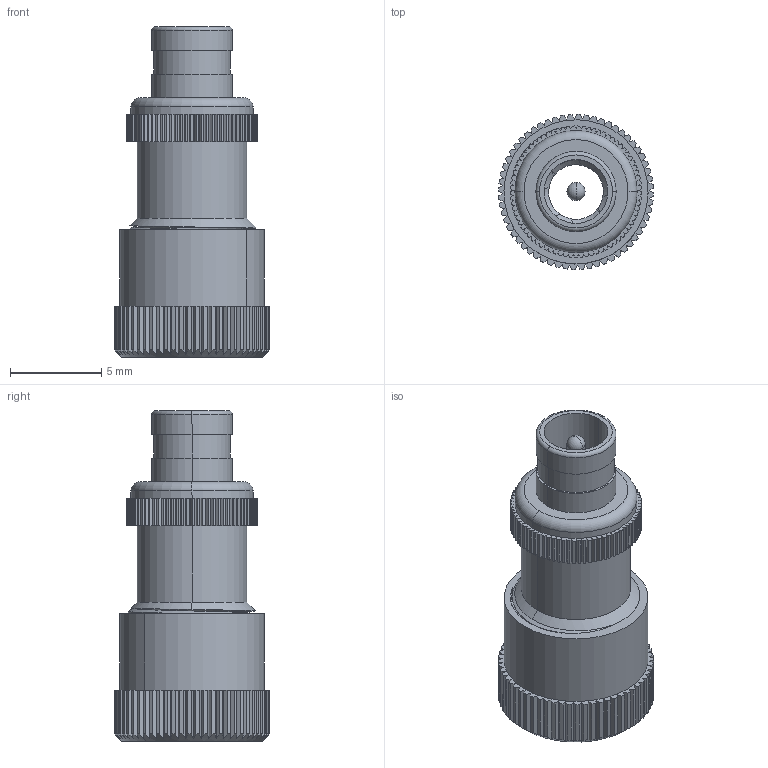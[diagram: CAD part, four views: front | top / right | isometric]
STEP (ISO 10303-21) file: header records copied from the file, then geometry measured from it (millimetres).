
FILE_DESCRIPTION (( 'STEP AP214' ), '1' );
FILE_NAME ('19-001-F3-AD.STEP', '2026-01-25T13:06:11', ( '' ), ( '' ), 'SwSTEP 2.0', 'SolidWorks 2025', '' );
FILE_SCHEMA (( 'AUTOMOTIVE_DESIGN' ));
Length unit declared in the file: millimetre
Products named in the file (1): 19-001-F3-AD
Bounding box: 8.5 x 8.5 x 18.12 mm (x, y, z)
Surface area: 923.5 mm2 (no closed solid volume)
Topology: 0 solids, 4 shells, 506 faces, 1501 edges, 1002 vertices
Faces by surface type: plane 291, cylinder 190, cone 16, torus 4, bspline 3, sphere 2
Entity records: 18395 total; most frequent: CARTESIAN_POINT 5007, ORIENTED_EDGE 2935, DIRECTION 2658, EDGE_CURVE 1499, VERTEX_POINT 1002, LINE 930, VECTOR 930, AXIS2_PLACEMENT_3D 864
